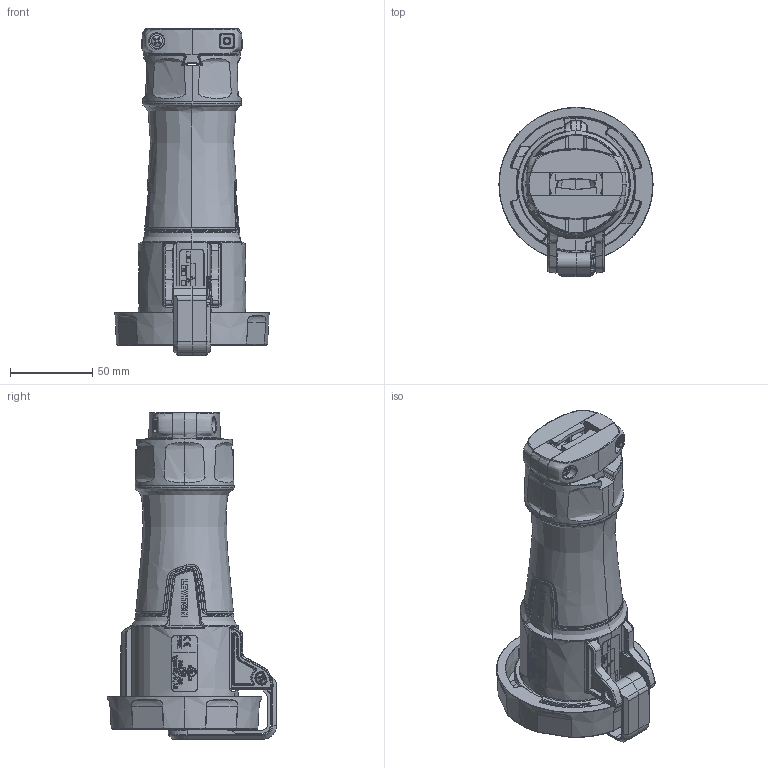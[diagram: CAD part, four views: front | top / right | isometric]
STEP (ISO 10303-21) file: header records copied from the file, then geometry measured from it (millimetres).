
FILE_DESCRIPTION (( 'STEP AP214' ), '1' );
FILE_NAME ('ORB4212-M02.STEP', '2019-03-04T20:17:42', ( '' ), ( '' ), 'SwSTEP 2.0', 'SolidWorks 2017', '' );
FILE_SCHEMA (( 'AUTOMOTIVE_DESIGN' ));
Length unit declared in the file: inch
Products named in the file (1): ORB4212-M02
Bounding box: 94.06 x 103.17 x 199.25 mm (x, y, z)
Surface area: 77372.1 mm2 (no closed solid volume)
Topology: 0 solids, 46 shells, 1247 faces, 5070 edges, 3731 vertices
Faces by surface type: bspline 534, cylinder 292, plane 269, cone 77, torus 53, sphere 22
Entity records: 128817 total; most frequent: CARTESIAN_POINT 79840, ORIENTED_EDGE 7332, EDGE_CURVE 5063, DIRECTION 4325, VERTEX_POINT 3731, B_SPLINE_CURVE_WITH_KNOTS 2401, AXIS2_PLACEMENT_3D 1524, EDGE_LOOP 1362
